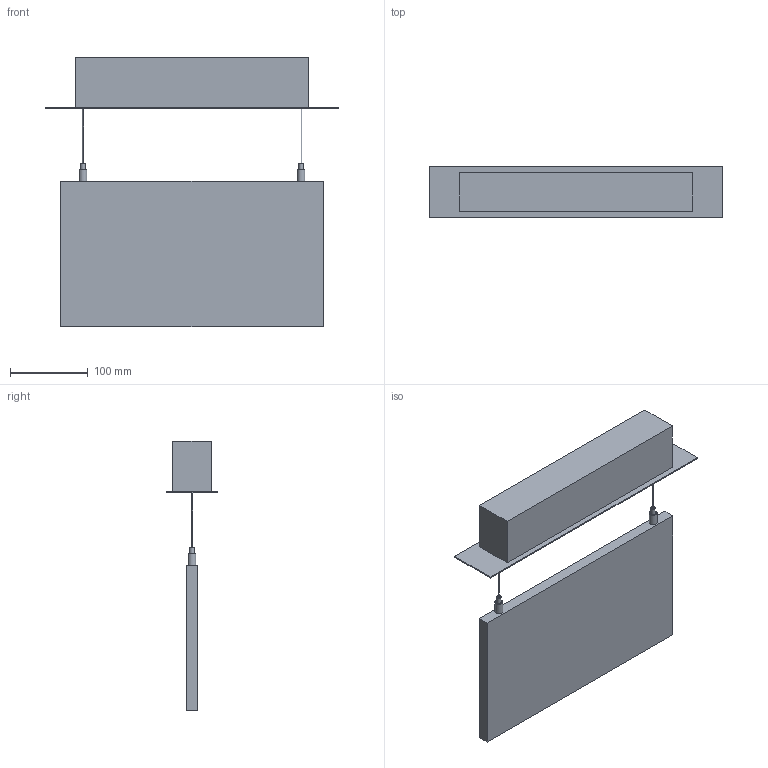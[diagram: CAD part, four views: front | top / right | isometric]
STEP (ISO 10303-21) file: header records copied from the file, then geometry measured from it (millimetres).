
FILE_DESCRIPTION(/* description */ ('Unknown'),/* implementation_level */ '2;1');
FILE_NAME(/* name */ 'SNP 1530 ES LED 230V',/* time_stamp */ '2018-04-27T10:47:16+02:00',/* author */ ('Unknown'),/* organization */ ('Unknown'),/* preprocessor_version */ 'ST-DEVELOPER v16.7',/* originating_system */ 'DEX',/* authorisation */ $);
FILE_SCHEMA (('AUTOMOTIVE_DESIGN {1 0 10303 214 3 1 1}'));
Length unit declared in the file: millimetre
Products named in the file (1): Part10
Bounding box: 375.5 x 65 x 346.5 mm (x, y, z)
Volume: 1928442.7 mm3; surface area: 238767.2 mm2
Topology: 1 solids, 1 shells, 27 faces, 54 edges, 36 vertices
Faces by surface type: plane 21, cylinder 6
Full cylindrical faces by diameter (mm): 1.5 x2, 6 x2, 10 x2
Entity records: 704 total; most frequent: DIRECTION 116, CARTESIAN_POINT 112, ORIENTED_EDGE 96, EDGE_CURVE 48, EDGE_LOOP 42, FACE_BOUND 42, AXIS2_PLACEMENT_3D 40, VERTEX_POINT 36
